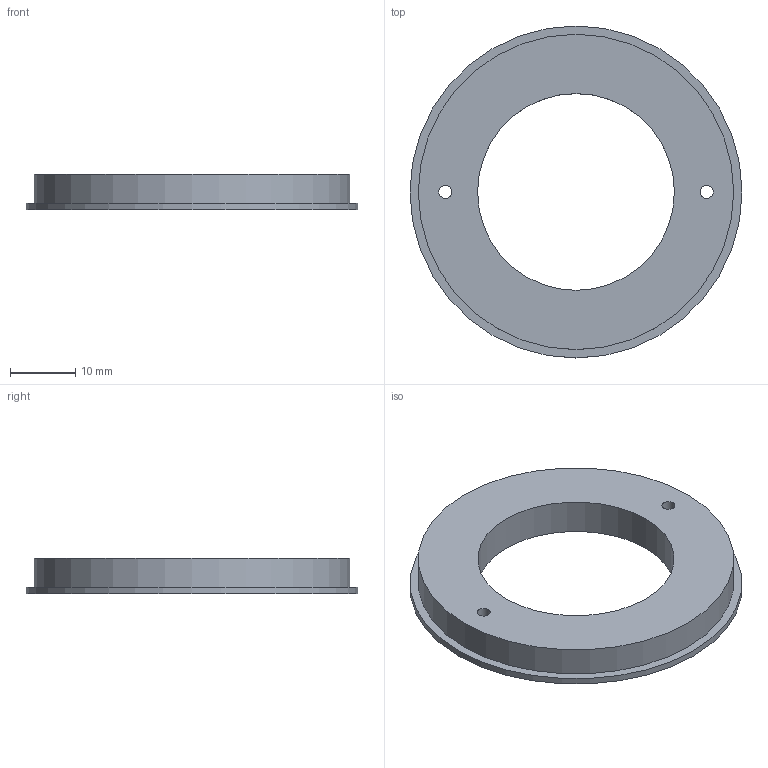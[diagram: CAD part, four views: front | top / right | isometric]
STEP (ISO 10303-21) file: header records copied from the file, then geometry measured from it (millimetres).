
FILE_DESCRIPTION(/* description */ (''),/* implementation_level */ '2;1');
FILE_NAME(/* name */ 'Adapter-MitutoyoMT1-SM2.stp',/* time_stamp */ '2022-09-26T14:49:36+02:00',/* author */ ('nvladi'),/* organization */ (''),/* preprocessor_version */ 'ST-DEVELOPER v18.1',/* originating_system */ 'Autodesk Inventor 2021',/* authorisation */ '');
FILE_SCHEMA (('AUTOMOTIVE_DESIGN { 1 0 10303 214 3 1 1 }'));
Length unit declared in the file: millimetre
Products named in the file (1): Adapter-MitutoyoMT1-SM2
Bounding box: 50.8 x 50.8 x 5.5 mm (x, y, z)
Volume: 6306.6 mm3; surface area: 4048.9 mm2
Topology: 1 solids, 1 shells, 8 faces, 24 edges, 19 vertices
Faces by surface type: cylinder 5, plane 3
Full cylindrical faces by diameter (mm): 2 x2, 30.1 x1, 48.25 x1, 50.8 x1
Entity records: 350 total; most frequent: DIRECTION 61, CARTESIAN_POINT 49, ORIENTED_EDGE 42, AXIS2_PLACEMENT_3D 28, EDGE_CURVE 21, CIRCLE 19, VERTEX_POINT 16, EDGE_LOOP 15
